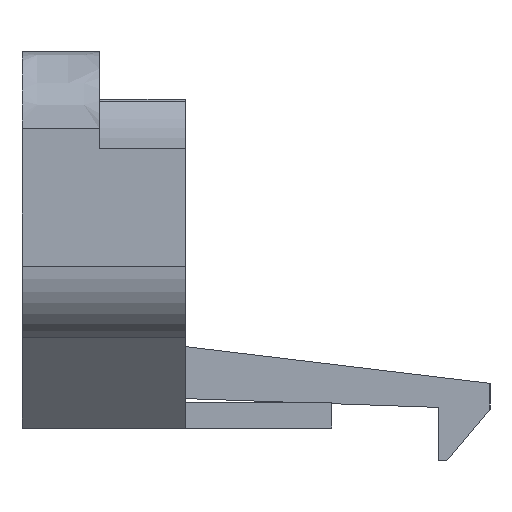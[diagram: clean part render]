
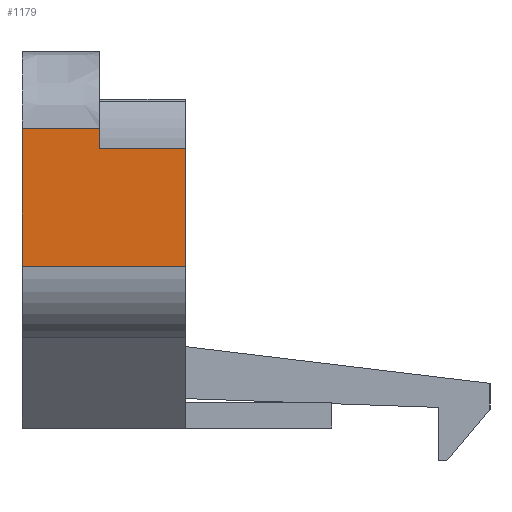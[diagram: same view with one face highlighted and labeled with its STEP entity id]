
A CAD part, front view. The second image highlights one B-rep face of the part: STEP entity #1179.
In plain terms, the highlighted planar face has unit normal (0, -1, 0).
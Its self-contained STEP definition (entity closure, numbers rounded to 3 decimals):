
#1152=AXIS2_PLACEMENT_3D('Plane Axis2P3D',#1149,#1150,#1151) ;
#384=CARTESIAN_POINT('Vertex',(9.5,0.,18.157)) ;
#387=CARTESIAN_POINT('Line Origine',(9.5,0.,14.732)) ;
#391=CARTESIAN_POINT('Vertex',(9.5,0.,11.307)) ;
#451=CARTESIAN_POINT('Vertex',(0.,0.,11.307)) ;
#454=CARTESIAN_POINT('Line Origine',(0.,0.,15.304)) ;
#458=CARTESIAN_POINT('Vertex',(0.,0.,19.3)) ;
#1133=CARTESIAN_POINT('Vertex',(4.5,0.,18.157)) ;
#1136=CARTESIAN_POINT('Line Origine',(7.,0.,18.157)) ;
#1149=CARTESIAN_POINT('Axis2P3D Location',(0.,0.,11.307)) ;
#1154=CARTESIAN_POINT('Line Origine',(4.5,0.,18.729)) ;
#1158=CARTESIAN_POINT('Vertex',(4.5,0.,19.3)) ;
#1161=CARTESIAN_POINT('Line Origine',(2.25,0.,19.3)) ;
#1166=CARTESIAN_POINT('Line Origine',(4.75,0.,11.307)) ;
#388=DIRECTION('Vector Direction',(0.,0.,1.)) ;
#455=DIRECTION('Vector Direction',(0.,0.,-1.)) ;
#1137=DIRECTION('Vector Direction',(1.,0.,0.)) ;
#1150=DIRECTION('Axis2P3D Direction',(0.,1.,0.)) ;
#1151=DIRECTION('Axis2P3D XDirection',(0.,0.,1.)) ;
#1155=DIRECTION('Vector Direction',(0.,0.,1.)) ;
#1162=DIRECTION('Vector Direction',(1.,0.,0.)) ;
#1167=DIRECTION('Vector Direction',(1.,0.,0.)) ;
#389=VECTOR('Line Direction',#388,1.) ;
#456=VECTOR('Line Direction',#455,1.) ;
#1138=VECTOR('Line Direction',#1137,1.) ;
#1156=VECTOR('Line Direction',#1155,1.) ;
#1163=VECTOR('Line Direction',#1162,1.) ;
#1168=VECTOR('Line Direction',#1167,1.) ;
#1172=ORIENTED_EDGE('',*,*,#1160,.F.) ;
#1173=ORIENTED_EDGE('',*,*,#1165,.F.) ;
#1174=ORIENTED_EDGE('',*,*,#460,.F.) ;
#1175=ORIENTED_EDGE('',*,*,#1170,.F.) ;
#1176=ORIENTED_EDGE('',*,*,#393,.F.) ;
#1177=ORIENTED_EDGE('',*,*,#1140,.T.) ;
#1179=ADVANCED_FACE('ABSCHLUSSPLATTE',(#1178),#1153,.F.) ;
#393=EDGE_CURVE('',#385,#392,#390,.F.) ;
#460=EDGE_CURVE('',#452,#459,#457,.F.) ;
#1140=EDGE_CURVE('',#385,#1134,#1139,.F.) ;
#1160=EDGE_CURVE('',#1159,#1134,#1157,.F.) ;
#1165=EDGE_CURVE('',#459,#1159,#1164,.T.) ;
#1170=EDGE_CURVE('',#392,#452,#1169,.F.) ;
#1171=EDGE_LOOP('',(#1172,#1173,#1174,#1175,#1176,#1177)) ;
#1178=FACE_OUTER_BOUND('',#1171,.T.) ;
#390=LINE('Line',#387,#389) ;
#457=LINE('Line',#454,#456) ;
#1139=LINE('Line',#1136,#1138) ;
#1157=LINE('Line',#1154,#1156) ;
#1164=LINE('Line',#1161,#1163) ;
#1169=LINE('Line',#1166,#1168) ;
#1153=PLANE('',#1152) ;
#385=VERTEX_POINT('',#384) ;
#392=VERTEX_POINT('',#391) ;
#452=VERTEX_POINT('',#451) ;
#459=VERTEX_POINT('',#458) ;
#1134=VERTEX_POINT('',#1133) ;
#1159=VERTEX_POINT('',#1158) ;
